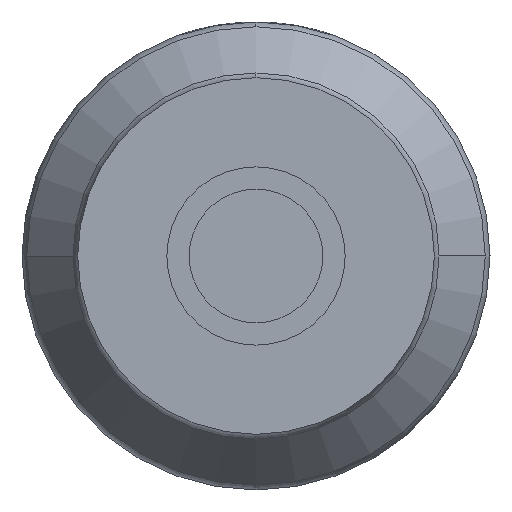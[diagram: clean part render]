
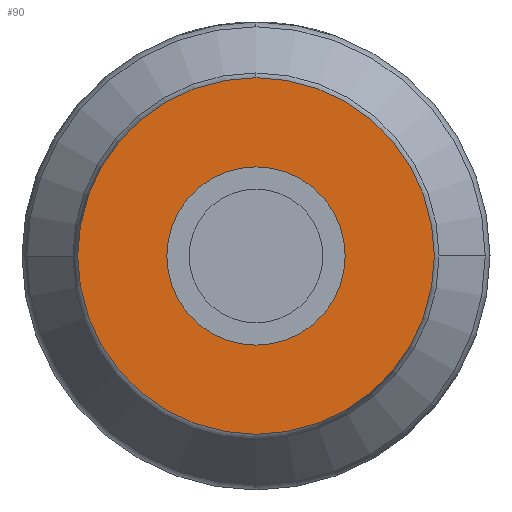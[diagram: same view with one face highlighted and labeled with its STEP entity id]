
A CAD part, left-side view. The second image highlights one B-rep face of the part: STEP entity #90.
In plain terms, the highlighted planar face has unit normal (-1, 0, 0).
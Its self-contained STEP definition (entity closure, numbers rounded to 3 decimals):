
#90=ADVANCED_FACE('',(#198,#199),#200,.F.);
#198=FACE_BOUND('',#319,.T.);
#199=FACE_OUTER_BOUND('',#320,.T.);
#200=PLANE('',#321);
#319=EDGE_LOOP('',(#687,#688));
#320=EDGE_LOOP('',(#689,#690));
#321=AXIS2_PLACEMENT_3D('',#691,#692,#693);
#687=ORIENTED_EDGE('',*,*,#824,.T.);
#688=ORIENTED_EDGE('',*,*,#901,.T.);
#689=ORIENTED_EDGE('',*,*,#820,.F.);
#690=ORIENTED_EDGE('',*,*,#904,.F.);
#691=CARTESIAN_POINT('',(-16.805,0.,0.0));
#692=DIRECTION('',(1.0,0.,0.0));
#693=DIRECTION('',(0.0,0.0,-1.0));
#820=EDGE_CURVE('',#986,#989,#990,.T.);
#824=EDGE_CURVE('',#996,#993,#997,.T.);
#901=EDGE_CURVE('',#993,#996,#1123,.T.);
#904=EDGE_CURVE('',#989,#986,#1126,.T.);
#986=VERTEX_POINT('',#1286);
#989=VERTEX_POINT('',#1290);
#990=CIRCLE('',#1291,4.0);
#993=VERTEX_POINT('',#1295);
#996=VERTEX_POINT('',#1299);
#997=CIRCLE('',#1300,2.0);
#1123=CIRCLE('',#1478,2.0);
#1126=CIRCLE('',#1481,4.0);
#1286=CARTESIAN_POINT('',(-16.805,4.,0.0));
#1290=CARTESIAN_POINT('',(-16.805,-4.0,0.));
#1291=AXIS2_PLACEMENT_3D('',#1582,#1583,#1584);
#1295=CARTESIAN_POINT('',(-16.805,0.,-2.0));
#1299=CARTESIAN_POINT('',(-16.805,0.,2.0));
#1300=AXIS2_PLACEMENT_3D('',#1590,#1591,#1592);
#1478=AXIS2_PLACEMENT_3D('',#1717,#1718,#1719);
#1481=AXIS2_PLACEMENT_3D('',#1726,#1727,#1728);
#1582=CARTESIAN_POINT('',(-16.805,0.,0.0));
#1583=DIRECTION('',(1.0,0.,0.0));
#1584=DIRECTION('',(0.,1.0,0.0));
#1590=CARTESIAN_POINT('',(-16.805,0.,0.0));
#1591=DIRECTION('',(1.0,0.,0.0));
#1592=DIRECTION('',(0.0,0.0,-1.0));
#1717=CARTESIAN_POINT('',(-16.805,0.,0.0));
#1718=DIRECTION('',(1.0,0.,0.0));
#1719=DIRECTION('',(0.0,0.0,-1.0));
#1726=CARTESIAN_POINT('',(-16.805,0.,0.0));
#1727=DIRECTION('',(1.0,0.,0.0));
#1728=DIRECTION('',(0.,1.0,0.0));
